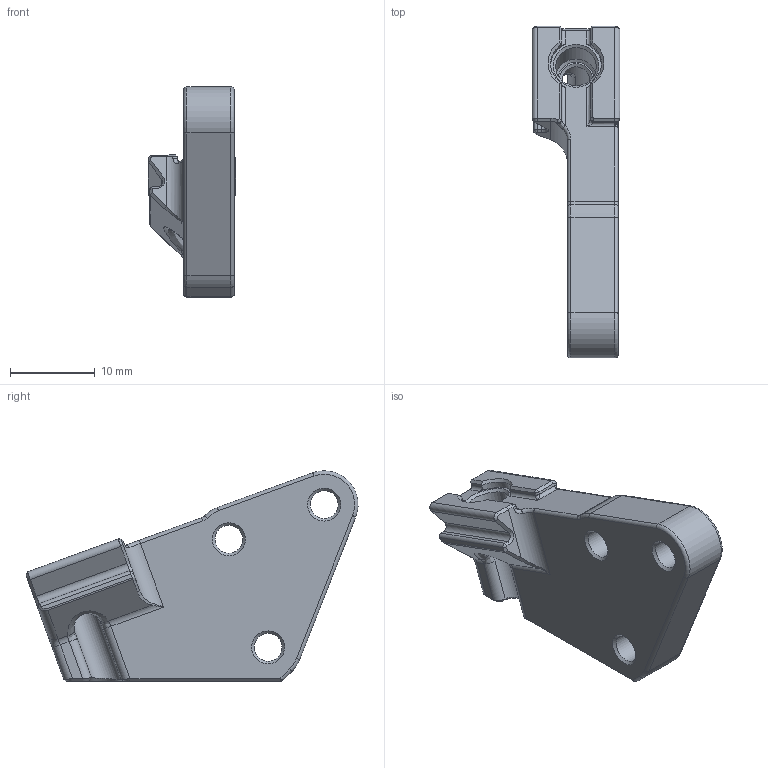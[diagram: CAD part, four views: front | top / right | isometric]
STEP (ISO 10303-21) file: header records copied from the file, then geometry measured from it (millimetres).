
FILE_DESCRIPTION(/* description */ ('STEP AP242','CAx-IF Rec.Pracs.---Representation and Presentation of Product Manufacturing Information (PMI)---4.0---2014-10-13','CAx-IF Rec.Pracs.---3D Tessellated Geometry---0.4---2014-09-14','2;1'),/* implementation_level */ '2;1');
FILE_NAME(/* name */ '6619c541454fd873d88a5dd5',/* time_stamp */ '2024-04-12T23:35:29Z',/* author */ (''),/* organization */ (''),/* preprocessor_version */ 'ST-DEVELOPER v20',/* originating_system */ ' ',/* authorisation */ ' ');
FILE_SCHEMA (('AP242_MANAGED_MODEL_BASED_3D_ENGINEERING_MIM_LF { 1 0 10303 442 1 1 4 }'));
Length unit declared in the file: metre
Products named in the file (1): Body-Move/Copy1
Bounding box: 10.41 x 39.27 x 24.88 mm (x, y, z)
Volume: 3275.2 mm3; surface area: 2466.6 mm2
Topology: 1 solids, 1 shells, 206 faces, 478 edges, 270 vertices
Faces by surface type: plane 60, cylinder 57, cone 35, bspline 33, torus 19, sphere 2
Full cylindrical faces by diameter (mm): 3.25 x1, 3.3 x3, 4.8 x1, 6 x3
Entity records: 6603 total; most frequent: CARTESIAN_POINT 2238, ORIENTED_EDGE 898, DIRECTION 870, EDGE_CURVE 449, AXIS2_PLACEMENT_3D 342, VERTEX_POINT 269, EDGE_LOOP 238, FACE_BOUND 238
